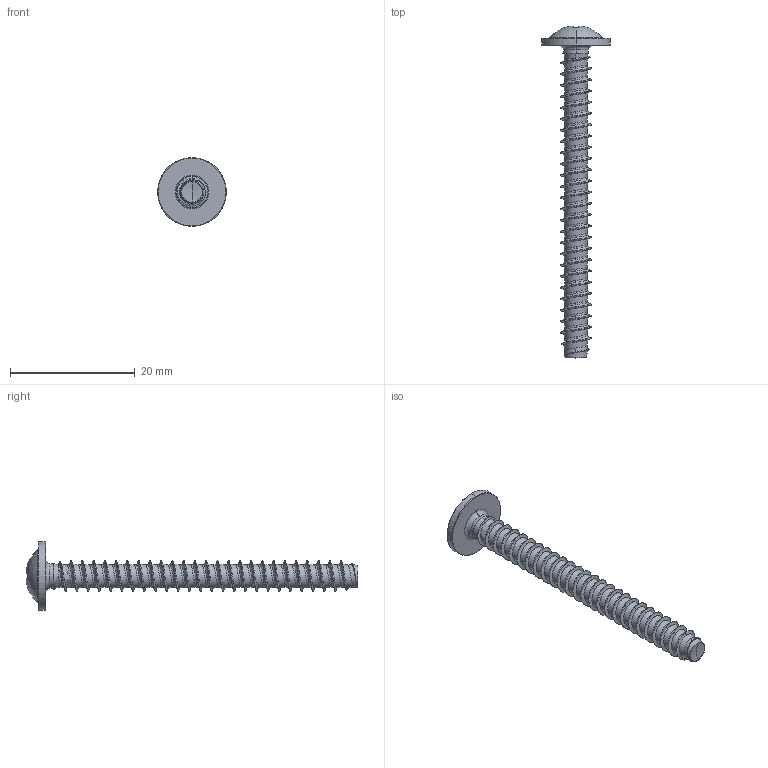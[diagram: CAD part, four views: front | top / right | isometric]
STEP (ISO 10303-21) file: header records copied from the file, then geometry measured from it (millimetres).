
FILE_DESCRIPTION (( 'STEP AP203' ), '1' );
FILE_NAME ('STP310500500.STEP', '2017-08-15T13:34:40', ( '' ), ( '' ), 'SwSTEP 2.0', 'SolidWorks 2015', '' );
FILE_SCHEMA (( 'CONFIG_CONTROL_DESIGN' ));
Products named in the file (1): STP310500500
Bounding box: 11 x 53.14 x 11 mm (x, y, z)
Volume: 744.9 mm3; surface area: 1186.4 mm2
Topology: 1 solids, 1 shells, 219 faces, 524 edges, 308 vertices
Faces by surface type: cylinder 79, bspline 51, torus 30, sphere 28, plane 23, cone 8
Entity records: 40141 total; most frequent: CARTESIAN_POINT 35566, ORIENTED_EDGE 1044, DIRECTION 837, EDGE_CURVE 522, AXIS2_PLACEMENT_3D 363, VERTEX_POINT 308, EDGE_LOOP 222, ADVANCED_FACE 219
